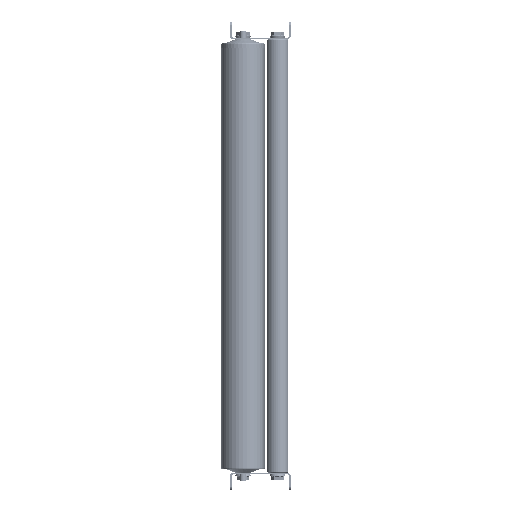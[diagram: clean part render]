
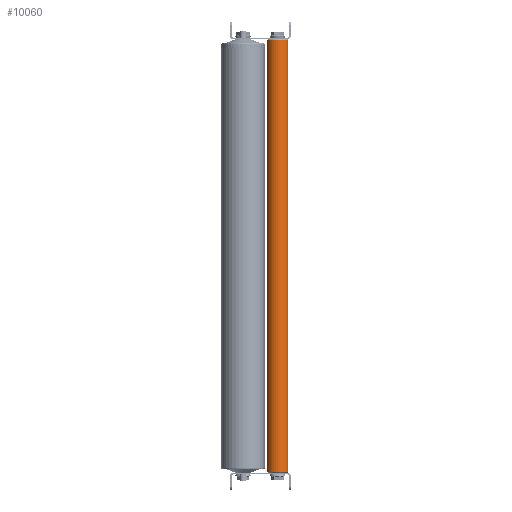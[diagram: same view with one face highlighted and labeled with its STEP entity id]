
A CAD part, left-side view. The second image highlights one B-rep face of the part: STEP entity #10060.
In plain terms, the highlighted cylindrical face has radius 12.5 mm (diameter 25 mm), a partial arc.
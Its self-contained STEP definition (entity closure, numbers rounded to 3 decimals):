
#1324 = AXIS2_PLACEMENT_3D ( 'NONE', #42339, #36123, #20995 ) ;
#1881 = CARTESIAN_POINT ( 'NONE',  ( 499., 0., 0. ) ) ;
#5457 = LINE ( 'NONE', #25424, #55726 ) ;
#7865 = CARTESIAN_POINT ( 'NONE',  ( 499., 0., -12.5 ) ) ;
#8079 = CARTESIAN_POINT ( 'NONE',  ( 499., 0., 12.5 ) ) ;
#10060 = ADVANCED_FACE ( 'NONE', ( #37424 ), #26925, .T. ) ;
#10350 = DIRECTION ( 'NONE',  ( 1., 0., 0. ) ) ;
#10537 = CARTESIAN_POINT ( 'NONE',  ( 1., 0., 12.5 ) ) ;
#13110 = ORIENTED_EDGE ( 'NONE', *, *, #35478, .F. ) ;
#15295 = EDGE_CURVE ( 'NONE', #60645, #39741, #5457, .T. ) ;
#16951 = EDGE_CURVE ( 'NONE', #39741, #34045, #31844, .T. ) ;
#19325 = AXIS2_PLACEMENT_3D ( 'NONE', #1881, #22188, #21860 ) ;
#20995 = DIRECTION ( 'NONE',  ( 0., 0., 1. ) ) ;
#21860 = DIRECTION ( 'NONE',  ( 0., 0., -1. ) ) ;
#22188 = DIRECTION ( 'NONE',  ( -1., 0., 0. ) ) ;
#25424 = CARTESIAN_POINT ( 'NONE',  ( 500., 0., -12.5 ) ) ;
#25640 = CIRCLE ( 'NONE', #19325, 12.5 ) ;
#26925 = CYLINDRICAL_SURFACE ( 'NONE', #1324, 12.5 ) ;
#30086 = CARTESIAN_POINT ( 'NONE',  ( 1., 0., 0. ) ) ;
#31598 = VERTEX_POINT ( 'NONE', #8079 ) ;
#31844 = CIRCLE ( 'NONE', #47673, 12.5 ) ;
#34045 = VERTEX_POINT ( 'NONE', #10537 ) ;
#35337 = DIRECTION ( 'NONE',  ( 0., 0., -1. ) ) ;
#35478 = EDGE_CURVE ( 'NONE', #31598, #34045, #44691, .T. ) ;
#36123 = DIRECTION ( 'NONE',  ( -1., 0., 0. ) ) ;
#36333 = CARTESIAN_POINT ( 'NONE',  ( 1., 0., -12.5 ) ) ;
#37424 = FACE_OUTER_BOUND ( 'NONE', #49873, .T. ) ;
#39455 = CARTESIAN_POINT ( 'NONE',  ( 500., 0., 12.5 ) ) ;
#39741 = VERTEX_POINT ( 'NONE', #36333 ) ;
#42339 = CARTESIAN_POINT ( 'NONE',  ( 500., 0., 0. ) ) ;
#44691 = LINE ( 'NONE', #39455, #59526 ) ;
#46179 = ORIENTED_EDGE ( 'NONE', *, *, #16951, .T. ) ;
#47673 = AXIS2_PLACEMENT_3D ( 'NONE', #30086, #10350, #35337 ) ;
#48476 = ORIENTED_EDGE ( 'NONE', *, *, #15295, .T. ) ;
#49284 = DIRECTION ( 'NONE',  ( -1., 0., 0. ) ) ;
#49873 = EDGE_LOOP ( 'NONE', ( #52159, #48476, #46179, #13110 ) ) ;
#52159 = ORIENTED_EDGE ( 'NONE', *, *, #58795, .T. ) ;
#55726 = VECTOR ( 'NONE', #60455, 1000. ) ;
#58795 = EDGE_CURVE ( 'NONE', #31598, #60645, #25640, .T. ) ;
#59526 = VECTOR ( 'NONE', #49284, 1000. ) ;
#60455 = DIRECTION ( 'NONE',  ( -1., 0., 0. ) ) ;
#60645 = VERTEX_POINT ( 'NONE', #7865 ) ;
